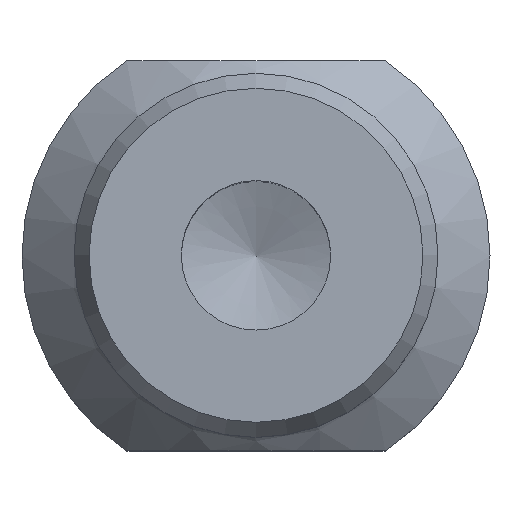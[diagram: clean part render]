
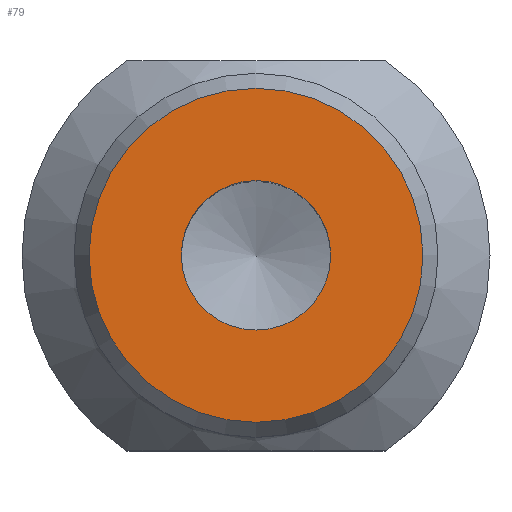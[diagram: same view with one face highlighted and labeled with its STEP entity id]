
A CAD part, top view. The second image highlights one B-rep face of the part: STEP entity #79.
In plain terms, the highlighted planar face has unit normal (0, 0, 1).
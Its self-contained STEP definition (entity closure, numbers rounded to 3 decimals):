
#40=PLANE('',#501);
#79=ADVANCED_FACE('',(#134,#135),#40,.F.);
#134=FACE_BOUND('',#194,.T.);
#135=FACE_BOUND('',#195,.T.);
#194=EDGE_LOOP('',(#270));
#195=EDGE_LOOP('',(#271));
#270=ORIENTED_EDGE('',*,*,#401,.F.);
#271=ORIENTED_EDGE('',*,*,#402,.T.);
#358=VERTEX_POINT('',#768);
#359=VERTEX_POINT('',#770);
#401=EDGE_CURVE('',#358,#358,#439,.T.);
#402=EDGE_CURVE('',#359,#359,#440,.T.);
#439=CIRCLE('',#499,12.845);
#440=CIRCLE('',#500,5.75);
#499=AXIS2_PLACEMENT_3D('',#767,#595,#596);
#500=AXIS2_PLACEMENT_3D('',#769,#597,#598);
#501=AXIS2_PLACEMENT_3D('',#771,#599,#600);
#595=DIRECTION('',(0.,0.,-1.));
#596=DIRECTION('',(0.,1.,0.));
#597=DIRECTION('',(0.,0.,-1.));
#598=DIRECTION('',(0.,1.,0.));
#599=DIRECTION('',(0.,0.,-1.));
#600=DIRECTION('',(0.,1.,0.));
#767=CARTESIAN_POINT('',(0.,0.,34.));
#768=CARTESIAN_POINT('',(0.,12.845,34.));
#769=CARTESIAN_POINT('',(0.,0.,34.));
#770=CARTESIAN_POINT('',(0.,5.75,34.));
#771=CARTESIAN_POINT('',(0.,5.75,34.));
